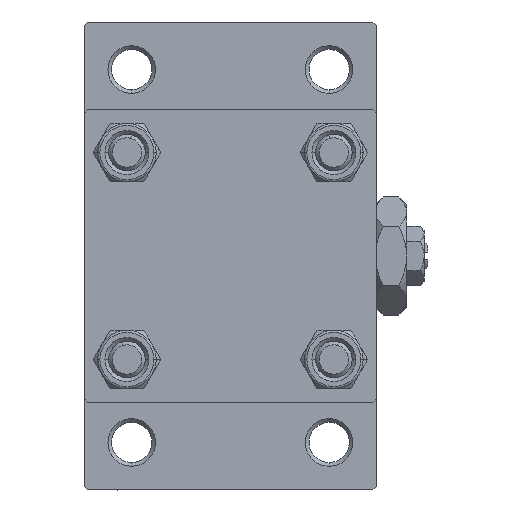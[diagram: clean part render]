
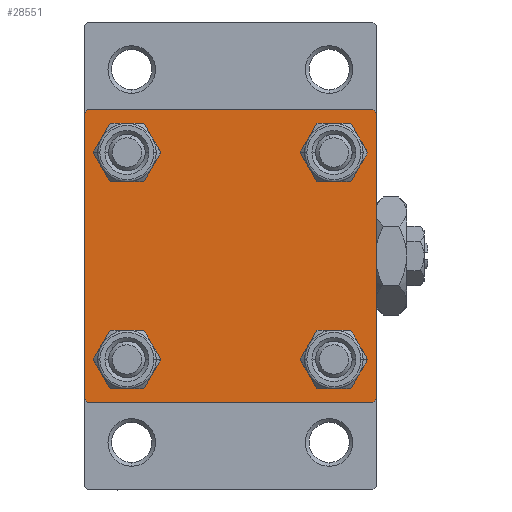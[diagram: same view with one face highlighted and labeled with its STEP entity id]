
A CAD part, left-side view. The second image highlights one B-rep face of the part: STEP entity #28551.
In plain terms, the highlighted planar face has unit normal (-1, 0, 0).
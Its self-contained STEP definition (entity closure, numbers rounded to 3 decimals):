
#479 = EDGE_LOOP ( 'NONE', ( #19696, #1672 ) ) ;
#884 = CIRCLE ( 'NONE', #38405, 3. ) ;
#1654 = DIRECTION ( 'NONE',  ( 0., 0., 1. ) ) ;
#1672 = ORIENTED_EDGE ( 'NONE', *, *, #14948, .T. ) ;
#2192 = EDGE_CURVE ( 'NONE', #3195, #47679, #29328, .T. ) ;
#2795 = CARTESIAN_POINT ( 'NONE',  ( 0., -14.15, 11.15 ) ) ;
#2854 = VECTOR ( 'NONE', #47114, 1000. ) ;
#2880 = DIRECTION ( 'NONE',  ( 1., 0., 0. ) ) ;
#3165 = LINE ( 'NONE', #44911, #22442 ) ;
#3195 = VERTEX_POINT ( 'NONE', #16583 ) ;
#3375 = LINE ( 'NONE', #7854, #48412 ) ;
#3835 = ORIENTED_EDGE ( 'NONE', *, *, #10047, .T. ) ;
#4195 = DIRECTION ( 'NONE',  ( 0., 0., 1. ) ) ;
#4232 = LINE ( 'NONE', #7743, #46284 ) ;
#4369 = ORIENTED_EDGE ( 'NONE', *, *, #13165, .T. ) ;
#4437 = FACE_BOUND ( 'NONE', #14368, .T. ) ;
#4516 = CIRCLE ( 'NONE', #48447, 3. ) ;
#4626 = EDGE_CURVE ( 'NONE', #23798, #12128, #32743, .T. ) ;
#5084 = EDGE_CURVE ( 'NONE', #7832, #46924, #10555, .T. ) ;
#5123 = LINE ( 'NONE', #16391, #2854 ) ;
#5677 = EDGE_LOOP ( 'NONE', ( #3835, #24121 ) ) ;
#5781 = DIRECTION ( 'NONE',  ( 1., 0., 0. ) ) ;
#6091 = CARTESIAN_POINT ( 'NONE',  ( 0., -14.15, -14.15 ) ) ;
#7743 = CARTESIAN_POINT ( 'NONE',  ( 0., -19.75, -19.75 ) ) ;
#7832 = VERTEX_POINT ( 'NONE', #20495 ) ;
#7854 = CARTESIAN_POINT ( 'NONE',  ( 0., 20., 20. ) ) ;
#8281 = DIRECTION ( 'NONE',  ( 1., 0., 0. ) ) ;
#8338 = CIRCLE ( 'NONE', #34667, 3. ) ;
#8423 = ORIENTED_EDGE ( 'NONE', *, *, #20219, .T. ) ;
#8968 = CIRCLE ( 'NONE', #14540, 3. ) ;
#9079 = CARTESIAN_POINT ( 'NONE',  ( 0., 14.15, 17.15 ) ) ;
#9331 = DIRECTION ( 'NONE',  ( 1., 0., 0. ) ) ;
#9338 = CARTESIAN_POINT ( 'NONE',  ( 0., -20., -19.5 ) ) ;
#9844 = CARTESIAN_POINT ( 'NONE',  ( 0., 14.15, 11.15 ) ) ;
#9967 = AXIS2_PLACEMENT_3D ( 'NONE', #47056, #9331, #12827 ) ;
#10047 = EDGE_CURVE ( 'NONE', #12128, #23798, #8338, .T. ) ;
#10555 = CIRCLE ( 'NONE', #12139, 3. ) ;
#11204 = AXIS2_PLACEMENT_3D ( 'NONE', #32712, #12974, #13481 ) ;
#11558 = VECTOR ( 'NONE', #12890, 1000. ) ;
#11699 = FACE_BOUND ( 'NONE', #479, .T. ) ;
#12128 = VERTEX_POINT ( 'NONE', #12687 ) ;
#12139 = AXIS2_PLACEMENT_3D ( 'NONE', #20280, #26643, #18895 ) ;
#12687 = CARTESIAN_POINT ( 'NONE',  ( 0., -14.15, -11.15 ) ) ;
#12827 = DIRECTION ( 'NONE',  ( 0., 0., 1. ) ) ;
#12890 = DIRECTION ( 'NONE',  ( 0., -0.707, -0.707 ) ) ;
#12944 = VERTEX_POINT ( 'NONE', #13701 ) ;
#12974 = DIRECTION ( 'NONE',  ( 1., 0., 0. ) ) ;
#13165 = EDGE_CURVE ( 'NONE', #40384, #34947, #5123, .T. ) ;
#13481 = DIRECTION ( 'NONE',  ( 0., 0., 1. ) ) ;
#13701 = CARTESIAN_POINT ( 'NONE',  ( 0., 19.5, 20. ) ) ;
#14368 = EDGE_LOOP ( 'NONE', ( #40730, #30314 ) ) ;
#14540 = AXIS2_PLACEMENT_3D ( 'NONE', #26465, #47389, #1654 ) ;
#14575 = EDGE_CURVE ( 'NONE', #12944, #47679, #3375, .T. ) ;
#14948 = EDGE_CURVE ( 'NONE', #45761, #17898, #4516, .T. ) ;
#15228 = AXIS2_PLACEMENT_3D ( 'NONE', #42192, #19685, #4195 ) ;
#16391 = CARTESIAN_POINT ( 'NONE',  ( 0., 20., -20. ) ) ;
#16583 = CARTESIAN_POINT ( 'NONE',  ( 0., -20., 19.5 ) ) ;
#17085 = CARTESIAN_POINT ( 'NONE',  ( 0., -19.75, 19.75 ) ) ;
#17335 = DIRECTION ( 'NONE',  ( 0., 0.707, 0.707 ) ) ;
#17898 = VERTEX_POINT ( 'NONE', #9079 ) ;
#18216 = VECTOR ( 'NONE', #17335, 1000. ) ;
#18533 = CIRCLE ( 'NONE', #34474, 3. ) ;
#18849 = CARTESIAN_POINT ( 'NONE',  ( 0., -19.5, -20. ) ) ;
#18895 = DIRECTION ( 'NONE',  ( 0., 0., 1. ) ) ;
#19685 = DIRECTION ( 'NONE',  ( -1., 0., 0. ) ) ;
#19696 = ORIENTED_EDGE ( 'NONE', *, *, #40127, .T. ) ;
#19776 = CARTESIAN_POINT ( 'NONE',  ( 0., 14.15, 14.15 ) ) ;
#20209 = DIRECTION ( 'NONE',  ( 0., -0.707, 0.707 ) ) ;
#20219 = EDGE_CURVE ( 'NONE', #38728, #34434, #47773, .T. ) ;
#20280 = CARTESIAN_POINT ( 'NONE',  ( 0., 14.15, -14.15 ) ) ;
#20495 = CARTESIAN_POINT ( 'NONE',  ( 0., 14.15, -11.15 ) ) ;
#21193 = ORIENTED_EDGE ( 'NONE', *, *, #14575, .F. ) ;
#21343 = CARTESIAN_POINT ( 'NONE',  ( 0., 14.15, -17.15 ) ) ;
#22442 = VECTOR ( 'NONE', #37171, 1000. ) ;
#22959 = FACE_BOUND ( 'NONE', #42693, .T. ) ;
#23122 = VERTEX_POINT ( 'NONE', #47831 ) ;
#23798 = VERTEX_POINT ( 'NONE', #38133 ) ;
#23925 = FACE_BOUND ( 'NONE', #5677, .T. ) ;
#24121 = ORIENTED_EDGE ( 'NONE', *, *, #4626, .T. ) ;
#25238 = CARTESIAN_POINT ( 'NONE',  ( 0., -20., 20. ) ) ;
#26465 = CARTESIAN_POINT ( 'NONE',  ( 0., 14.15, 14.15 ) ) ;
#26643 = DIRECTION ( 'NONE',  ( 1., 0., 0. ) ) ;
#26834 = EDGE_CURVE ( 'NONE', #34947, #38752, #4232, .T. ) ;
#27432 = FACE_OUTER_BOUND ( 'NONE', #48598, .T. ) ;
#27522 = DIRECTION ( 'NONE',  ( 0., 0., 1. ) ) ;
#28348 = EDGE_CURVE ( 'NONE', #3195, #38752, #44473, .T. ) ;
#28551 = ADVANCED_FACE ( 'NONE', ( #22959, #23925, #4437, #11699, #27432 ), #35174, .T. ) ;
#28721 = EDGE_CURVE ( 'NONE', #12944, #38728, #3165, .T. ) ;
#28903 = ORIENTED_EDGE ( 'NONE', *, *, #49033, .T. ) ;
#29328 = LINE ( 'NONE', #17085, #18216 ) ;
#29336 = DIRECTION ( 'NONE',  ( 1., 0., 0. ) ) ;
#29402 = VERTEX_POINT ( 'NONE', #2795 ) ;
#30314 = ORIENTED_EDGE ( 'NONE', *, *, #49380, .T. ) ;
#30347 = CARTESIAN_POINT ( 'NONE',  ( 0., 20., 19.5 ) ) ;
#31181 = CARTESIAN_POINT ( 'NONE',  ( 0., -19.5, 20. ) ) ;
#31793 = VECTOR ( 'NONE', #44277, 1000. ) ;
#32475 = DIRECTION ( 'NONE',  ( 0., 0., -1. ) ) ;
#32712 = CARTESIAN_POINT ( 'NONE',  ( 0., -14.15, -14.15 ) ) ;
#32743 = CIRCLE ( 'NONE', #11204, 3. ) ;
#34434 = VERTEX_POINT ( 'NONE', #43174 ) ;
#34474 = AXIS2_PLACEMENT_3D ( 'NONE', #39534, #5781, #43779 ) ;
#34667 = AXIS2_PLACEMENT_3D ( 'NONE', #6091, #29336, #47579 ) ;
#34947 = VERTEX_POINT ( 'NONE', #18849 ) ;
#35056 = ORIENTED_EDGE ( 'NONE', *, *, #37526, .T. ) ;
#35174 = PLANE ( 'NONE',  #15228 ) ;
#36387 = LINE ( 'NONE', #47116, #11558 ) ;
#37129 = CARTESIAN_POINT ( 'NONE',  ( 0., -14.15, 14.15 ) ) ;
#37171 = DIRECTION ( 'NONE',  ( 0., 0.707, -0.707 ) ) ;
#37526 = EDGE_CURVE ( 'NONE', #23122, #29402, #884, .T. ) ;
#38075 = ORIENTED_EDGE ( 'NONE', *, *, #26834, .T. ) ;
#38133 = CARTESIAN_POINT ( 'NONE',  ( 0., -14.15, -17.15 ) ) ;
#38375 = VECTOR ( 'NONE', #32475, 1000. ) ;
#38405 = AXIS2_PLACEMENT_3D ( 'NONE', #37129, #2880, #42092 ) ;
#38728 = VERTEX_POINT ( 'NONE', #30347 ) ;
#38752 = VERTEX_POINT ( 'NONE', #9338 ) ;
#39139 = ORIENTED_EDGE ( 'NONE', *, *, #28348, .F. ) ;
#39534 = CARTESIAN_POINT ( 'NONE',  ( 0., -14.15, 14.15 ) ) ;
#39975 = EDGE_CURVE ( 'NONE', #29402, #23122, #18533, .T. ) ;
#40127 = EDGE_CURVE ( 'NONE', #17898, #45761, #8968, .T. ) ;
#40384 = VERTEX_POINT ( 'NONE', #41647 ) ;
#40528 = CARTESIAN_POINT ( 'NONE',  ( 0., 20., 20. ) ) ;
#40730 = ORIENTED_EDGE ( 'NONE', *, *, #5084, .T. ) ;
#41132 = DIRECTION ( 'NONE',  ( 0., -1., 0. ) ) ;
#41647 = CARTESIAN_POINT ( 'NONE',  ( 0., 19.5, -20. ) ) ;
#42092 = DIRECTION ( 'NONE',  ( 0., 0., 1. ) ) ;
#42192 = CARTESIAN_POINT ( 'NONE',  ( 0., 0., 0. ) ) ;
#42693 = EDGE_LOOP ( 'NONE', ( #35056, #48229 ) ) ;
#42754 = ORIENTED_EDGE ( 'NONE', *, *, #2192, .T. ) ;
#43174 = CARTESIAN_POINT ( 'NONE',  ( 0., 20., -19.5 ) ) ;
#43342 = ORIENTED_EDGE ( 'NONE', *, *, #28721, .T. ) ;
#43779 = DIRECTION ( 'NONE',  ( 0., 0., 1. ) ) ;
#44277 = DIRECTION ( 'NONE',  ( 0., 0., -1. ) ) ;
#44473 = LINE ( 'NONE', #25238, #38375 ) ;
#44911 = CARTESIAN_POINT ( 'NONE',  ( 0., 19.75, 19.75 ) ) ;
#45761 = VERTEX_POINT ( 'NONE', #9844 ) ;
#46284 = VECTOR ( 'NONE', #20209, 1000. ) ;
#46924 = VERTEX_POINT ( 'NONE', #21343 ) ;
#47056 = CARTESIAN_POINT ( 'NONE',  ( 0., 14.15, -14.15 ) ) ;
#47114 = DIRECTION ( 'NONE',  ( 0., -1., 0. ) ) ;
#47116 = CARTESIAN_POINT ( 'NONE',  ( 0., 19.75, -19.75 ) ) ;
#47389 = DIRECTION ( 'NONE',  ( 1., 0., 0. ) ) ;
#47579 = DIRECTION ( 'NONE',  ( 0., 0., 1. ) ) ;
#47679 = VERTEX_POINT ( 'NONE', #31181 ) ;
#47773 = LINE ( 'NONE', #40528, #31793 ) ;
#47831 = CARTESIAN_POINT ( 'NONE',  ( 0., -14.15, 17.15 ) ) ;
#48229 = ORIENTED_EDGE ( 'NONE', *, *, #39975, .T. ) ;
#48265 = CIRCLE ( 'NONE', #9967, 3. ) ;
#48412 = VECTOR ( 'NONE', #41132, 1000. ) ;
#48447 = AXIS2_PLACEMENT_3D ( 'NONE', #19776, #8281, #27522 ) ;
#48598 = EDGE_LOOP ( 'NONE', ( #8423, #28903, #4369, #38075, #39139, #42754, #21193, #43342 ) ) ;
#49033 = EDGE_CURVE ( 'NONE', #34434, #40384, #36387, .T. ) ;
#49380 = EDGE_CURVE ( 'NONE', #46924, #7832, #48265, .T. ) ;
